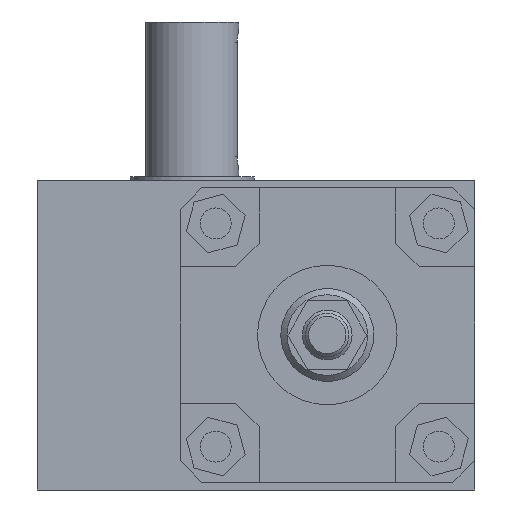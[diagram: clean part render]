
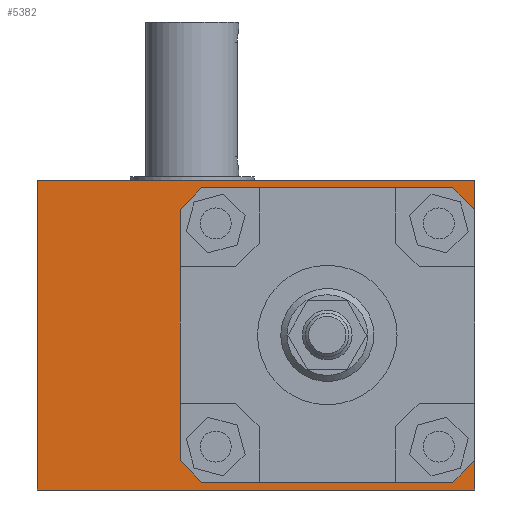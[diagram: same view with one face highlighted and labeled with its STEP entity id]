
A CAD part, left-side view. The second image highlights one B-rep face of the part: STEP entity #5382.
In plain terms, the highlighted planar face has unit normal (-1, 0, 0).
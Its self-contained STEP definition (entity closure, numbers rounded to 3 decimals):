
#51=FACE_BOUND('',#1054,.T.);
#264=PLANE('',#5826);
#740=FACE_OUTER_BOUND('',#1053,.T.);
#1053=EDGE_LOOP('',(#4984,#4985,#4986,#4987));
#1054=EDGE_LOOP('',(#4988,#4989,#4990,#4991,#4992,#4993,#4994,#4995,#4996,
#4997,#4998,#4999,#5000,#5001,#5002,#5003,#5004,#5005,#5006,#5007,#5008,
#5009,#5010,#5011,#5012,#5013,#5014,#5015));
#1238=LINE('',#7882,#1819);
#1241=LINE('',#7888,#1822);
#1244=LINE('',#7894,#1825);
#1247=LINE('',#7900,#1828);
#1250=LINE('',#7906,#1831);
#1253=LINE('',#7912,#1834);
#1256=LINE('',#7918,#1837);
#1260=LINE('',#7927,#1841);
#1263=LINE('',#7933,#1844);
#1266=LINE('',#7939,#1847);
#1269=LINE('',#7945,#1850);
#1272=LINE('',#7951,#1853);
#1275=LINE('',#7955,#1856);
#1278=LINE('',#7961,#1859);
#1281=LINE('',#7969,#1862);
#1284=LINE('',#7975,#1865);
#1287=LINE('',#7981,#1868);
#1290=LINE('',#7987,#1871);
#1293=LINE('',#7993,#1874);
#1296=LINE('',#7997,#1877);
#1299=LINE('',#8003,#1880);
#1302=LINE('',#8011,#1883);
#1305=LINE('',#8017,#1886);
#1308=LINE('',#8023,#1889);
#1311=LINE('',#8029,#1892);
#1314=LINE('',#8035,#1895);
#1317=LINE('',#8039,#1898);
#1319=LINE('',#8042,#1900);
#1640=LINE('',#8790,#2221);
#1642=LINE('',#8795,#2223);
#1643=LINE('',#8796,#2224);
#1644=LINE('',#8797,#2225);
#1819=VECTOR('',#6414,10.);
#1822=VECTOR('',#6419,10.);
#1825=VECTOR('',#6424,10.);
#1828=VECTOR('',#6429,10.);
#1831=VECTOR('',#6434,10.);
#1834=VECTOR('',#6439,10.);
#1837=VECTOR('',#6444,10.);
#1841=VECTOR('',#6450,10.);
#1844=VECTOR('',#6455,10.);
#1847=VECTOR('',#6460,10.);
#1850=VECTOR('',#6465,10.);
#1853=VECTOR('',#6470,10.);
#1856=VECTOR('',#6475,10.);
#1859=VECTOR('',#6480,10.);
#1862=VECTOR('',#6485,10.);
#1865=VECTOR('',#6490,10.);
#1868=VECTOR('',#6495,10.);
#1871=VECTOR('',#6500,10.);
#1874=VECTOR('',#6505,10.);
#1877=VECTOR('',#6510,10.);
#1880=VECTOR('',#6515,10.);
#1883=VECTOR('',#6520,10.);
#1886=VECTOR('',#6525,10.);
#1889=VECTOR('',#6530,10.);
#1892=VECTOR('',#6535,10.);
#1895=VECTOR('',#6540,10.);
#1898=VECTOR('',#6545,10.);
#1900=VECTOR('',#6549,10.);
#2221=VECTOR('',#7242,10.);
#2223=VECTOR('',#7246,10.);
#2224=VECTOR('',#7247,10.);
#2225=VECTOR('',#7248,10.);
#2585=VERTEX_POINT('',#7879);
#2586=VERTEX_POINT('',#7881);
#2588=VERTEX_POINT('',#7887);
#2590=VERTEX_POINT('',#7893);
#2592=VERTEX_POINT('',#7899);
#2594=VERTEX_POINT('',#7905);
#2596=VERTEX_POINT('',#7911);
#2598=VERTEX_POINT('',#7917);
#2601=VERTEX_POINT('',#7924);
#2602=VERTEX_POINT('',#7926);
#2604=VERTEX_POINT('',#7932);
#2606=VERTEX_POINT('',#7938);
#2608=VERTEX_POINT('',#7944);
#2610=VERTEX_POINT('',#7950);
#2612=VERTEX_POINT('',#7959);
#2615=VERTEX_POINT('',#7966);
#2616=VERTEX_POINT('',#7968);
#2618=VERTEX_POINT('',#7974);
#2620=VERTEX_POINT('',#7980);
#2622=VERTEX_POINT('',#7986);
#2624=VERTEX_POINT('',#7992);
#2626=VERTEX_POINT('',#8001);
#2629=VERTEX_POINT('',#8008);
#2630=VERTEX_POINT('',#8010);
#2632=VERTEX_POINT('',#8016);
#2634=VERTEX_POINT('',#8022);
#2636=VERTEX_POINT('',#8028);
#2638=VERTEX_POINT('',#8034);
#2878=VERTEX_POINT('',#8787);
#2879=VERTEX_POINT('',#8789);
#2880=VERTEX_POINT('',#8793);
#2881=VERTEX_POINT('',#8794);
#3162=EDGE_CURVE('',#2586,#2585,#1238,.T.);
#3165=EDGE_CURVE('',#2588,#2586,#1241,.T.);
#3168=EDGE_CURVE('',#2590,#2588,#1244,.T.);
#3171=EDGE_CURVE('',#2592,#2590,#1247,.T.);
#3174=EDGE_CURVE('',#2594,#2592,#1250,.T.);
#3177=EDGE_CURVE('',#2596,#2594,#1253,.T.);
#3180=EDGE_CURVE('',#2598,#2596,#1256,.T.);
#3184=EDGE_CURVE('',#2602,#2601,#1260,.T.);
#3187=EDGE_CURVE('',#2604,#2602,#1263,.T.);
#3190=EDGE_CURVE('',#2606,#2604,#1266,.T.);
#3193=EDGE_CURVE('',#2608,#2606,#1269,.T.);
#3196=EDGE_CURVE('',#2610,#2608,#1272,.T.);
#3199=EDGE_CURVE('',#2585,#2610,#1275,.T.);
#3202=EDGE_CURVE('',#2601,#2612,#1278,.T.);
#3205=EDGE_CURVE('',#2616,#2615,#1281,.T.);
#3208=EDGE_CURVE('',#2618,#2616,#1284,.T.);
#3211=EDGE_CURVE('',#2620,#2618,#1287,.T.);
#3214=EDGE_CURVE('',#2622,#2620,#1290,.T.);
#3217=EDGE_CURVE('',#2624,#2622,#1293,.T.);
#3220=EDGE_CURVE('',#2612,#2624,#1296,.T.);
#3223=EDGE_CURVE('',#2615,#2626,#1299,.T.);
#3226=EDGE_CURVE('',#2630,#2629,#1302,.T.);
#3229=EDGE_CURVE('',#2632,#2630,#1305,.T.);
#3232=EDGE_CURVE('',#2634,#2632,#1308,.T.);
#3235=EDGE_CURVE('',#2636,#2634,#1311,.T.);
#3238=EDGE_CURVE('',#2638,#2636,#1314,.T.);
#3241=EDGE_CURVE('',#2626,#2638,#1317,.T.);
#3243=EDGE_CURVE('',#2629,#2598,#1319,.T.);
#3605=EDGE_CURVE('',#2879,#2878,#1640,.T.);
#3607=EDGE_CURVE('',#2880,#2881,#1642,.T.);
#3608=EDGE_CURVE('',#2879,#2881,#1643,.T.);
#3609=EDGE_CURVE('',#2880,#2878,#1644,.T.);
#4984=ORIENTED_EDGE('',*,*,#3607,.T.);
#4985=ORIENTED_EDGE('',*,*,#3608,.F.);
#4986=ORIENTED_EDGE('',*,*,#3605,.T.);
#4987=ORIENTED_EDGE('',*,*,#3609,.F.);
#4988=ORIENTED_EDGE('',*,*,#3226,.T.);
#4989=ORIENTED_EDGE('',*,*,#3243,.T.);
#4990=ORIENTED_EDGE('',*,*,#3180,.T.);
#4991=ORIENTED_EDGE('',*,*,#3177,.T.);
#4992=ORIENTED_EDGE('',*,*,#3174,.T.);
#4993=ORIENTED_EDGE('',*,*,#3171,.T.);
#4994=ORIENTED_EDGE('',*,*,#3168,.T.);
#4995=ORIENTED_EDGE('',*,*,#3165,.T.);
#4996=ORIENTED_EDGE('',*,*,#3162,.T.);
#4997=ORIENTED_EDGE('',*,*,#3199,.T.);
#4998=ORIENTED_EDGE('',*,*,#3196,.T.);
#4999=ORIENTED_EDGE('',*,*,#3193,.T.);
#5000=ORIENTED_EDGE('',*,*,#3190,.T.);
#5001=ORIENTED_EDGE('',*,*,#3187,.T.);
#5002=ORIENTED_EDGE('',*,*,#3184,.T.);
#5003=ORIENTED_EDGE('',*,*,#3202,.T.);
#5004=ORIENTED_EDGE('',*,*,#3220,.T.);
#5005=ORIENTED_EDGE('',*,*,#3217,.T.);
#5006=ORIENTED_EDGE('',*,*,#3214,.T.);
#5007=ORIENTED_EDGE('',*,*,#3211,.T.);
#5008=ORIENTED_EDGE('',*,*,#3208,.T.);
#5009=ORIENTED_EDGE('',*,*,#3205,.T.);
#5010=ORIENTED_EDGE('',*,*,#3223,.T.);
#5011=ORIENTED_EDGE('',*,*,#3241,.T.);
#5012=ORIENTED_EDGE('',*,*,#3238,.T.);
#5013=ORIENTED_EDGE('',*,*,#3235,.T.);
#5014=ORIENTED_EDGE('',*,*,#3232,.T.);
#5015=ORIENTED_EDGE('',*,*,#3229,.T.);
#5382=ADVANCED_FACE('',(#740,#51),#264,.T.);
#5826=AXIS2_PLACEMENT_3D('',#8792,#7244,#7245);
#6414=DIRECTION('',(0.,-0.966,0.259));
#6419=DIRECTION('',(0.,-0.707,-0.707));
#6424=DIRECTION('',(0.,-1.,0.));
#6429=DIRECTION('',(0.,-0.707,0.707));
#6434=DIRECTION('',(0.,0.,1.));
#6439=DIRECTION('',(0.,0.707,0.707));
#6444=DIRECTION('',(0.,-0.259,0.966));
#6450=DIRECTION('',(0.,0.707,-0.707));
#6455=DIRECTION('',(0.,0.,-1.));
#6460=DIRECTION('',(0.,-0.707,-0.707));
#6465=DIRECTION('',(0.,-1.,0.));
#6470=DIRECTION('',(0.,-0.707,0.707));
#6475=DIRECTION('',(0.,-0.966,-0.259));
#6480=DIRECTION('',(0.,-0.259,-0.966));
#6485=DIRECTION('',(0.,0.707,0.707));
#6490=DIRECTION('',(0.,1.,0.));
#6495=DIRECTION('',(0.,0.707,-0.707));
#6500=DIRECTION('',(0.,0.,-1.));
#6505=DIRECTION('',(0.,-0.707,-0.707));
#6510=DIRECTION('',(0.,0.259,-0.966));
#6515=DIRECTION('',(0.,0.966,-0.259));
#6520=DIRECTION('',(0.,-0.707,0.707));
#6525=DIRECTION('',(0.,0.,1.));
#6530=DIRECTION('',(0.,0.707,0.707));
#6535=DIRECTION('',(0.,1.,0.));
#6540=DIRECTION('',(0.,0.707,-0.707));
#6545=DIRECTION('',(0.,0.966,0.259));
#6549=DIRECTION('',(0.,0.259,0.966));
#7242=DIRECTION('',(0.,-1.,0.));
#7244=DIRECTION('center_axis',(-1.,0.,0.));
#7245=DIRECTION('ref_axis',(0.,0.,1.));
#7246=DIRECTION('',(0.,1.,0.));
#7247=DIRECTION('',(0.,0.,1.));
#7248=DIRECTION('',(0.,0.,-1.));
#7879=CARTESIAN_POINT('',(-50.,0.,44.517));
#7881=CARTESIAN_POINT('',(-50.,25.071,37.799));
#7882=CARTESIAN_POINT('',(-50.,-16.594,48.963));
#7887=CARTESIAN_POINT('',(-50.,32.472,45.2));
#7888=CARTESIAN_POINT('',(-50.,-2.521,10.207));
#7893=CARTESIAN_POINT('',(-50.,39.2,45.2));
#7894=CARTESIAN_POINT('',(-50.,-7.514,45.2));
#7899=CARTESIAN_POINT('',(-50.,45.2,39.2));
#7900=CARTESIAN_POINT('',(-50.,28.825,55.575));
#7905=CARTESIAN_POINT('',(-50.,45.2,32.472));
#7906=CARTESIAN_POINT('',(-50.,45.2,19.6));
#7911=CARTESIAN_POINT('',(-50.,37.799,25.071));
#7912=CARTESIAN_POINT('',(-50.,13.907,1.179));
#7917=CARTESIAN_POINT('',(-50.,44.517,0.));
#7918=CARTESIAN_POINT('',(-50.,38.076,24.038));
#7924=CARTESIAN_POINT('',(-50.,-37.799,25.071));
#7926=CARTESIAN_POINT('',(-50.,-45.2,32.472));
#7927=CARTESIAN_POINT('',(-50.,-33.957,21.229));
#7932=CARTESIAN_POINT('',(-50.,-45.2,39.2));
#7933=CARTESIAN_POINT('',(-50.,-45.2,16.236));
#7938=CARTESIAN_POINT('',(-50.,-39.2,45.2));
#7939=CARTESIAN_POINT('',(-50.,-55.575,28.825));
#7944=CARTESIAN_POINT('',(-50.,-32.472,45.2));
#7945=CARTESIAN_POINT('',(-50.,-43.35,45.2));
#7950=CARTESIAN_POINT('',(-50.,-25.071,37.799));
#7951=CARTESIAN_POINT('',(-50.,-24.929,37.657));
#7955=CARTESIAN_POINT('',(-50.,-40.259,33.729));
#7959=CARTESIAN_POINT('',(-50.,-44.517,0.));
#7961=CARTESIAN_POINT('',(-50.,-44.617,-0.373));
#7966=CARTESIAN_POINT('',(-50.,-25.071,-37.799));
#7968=CARTESIAN_POINT('',(-50.,-32.472,-45.2));
#7969=CARTESIAN_POINT('',(-50.,-21.229,-33.957));
#7974=CARTESIAN_POINT('',(-50.,-39.2,-45.2));
#7975=CARTESIAN_POINT('',(-50.,-39.986,-45.2));
#7980=CARTESIAN_POINT('',(-50.,-45.2,-39.2));
#7981=CARTESIAN_POINT('',(-50.,-52.575,-31.825));
#7986=CARTESIAN_POINT('',(-50.,-45.2,-32.472));
#7987=CARTESIAN_POINT('',(-50.,-45.2,-19.6));
#7992=CARTESIAN_POINT('',(-50.,-37.799,-25.071));
#7993=CARTESIAN_POINT('',(-50.,-37.657,-24.929));
#7997=CARTESIAN_POINT('',(-50.,-41.258,-12.163));
#8001=CARTESIAN_POINT('',(-50.,0.,-44.517));
#8003=CARTESIAN_POINT('',(-50.,-27.724,-37.088));
#8008=CARTESIAN_POINT('',(-50.,37.799,-25.071));
#8010=CARTESIAN_POINT('',(-50.,45.2,-32.472));
#8011=CARTESIAN_POINT('',(-50.,10.207,2.521));
#8016=CARTESIAN_POINT('',(-50.,45.2,-39.2));
#8017=CARTESIAN_POINT('',(-50.,45.2,-16.236));
#8022=CARTESIAN_POINT('',(-50.,39.2,-45.2));
#8023=CARTESIAN_POINT('',(-50.,31.825,-52.575));
#8028=CARTESIAN_POINT('',(-50.,32.472,-45.2));
#8029=CARTESIAN_POINT('',(-50.,-4.15,-45.2));
#8034=CARTESIAN_POINT('',(-50.,25.071,-37.799));
#8035=CARTESIAN_POINT('',(-50.,1.179,-13.907));
#8039=CARTESIAN_POINT('',(-50.,-4.059,-45.604));
#8042=CARTESIAN_POINT('',(-50.,41.435,-11.502));
#8787=CARTESIAN_POINT('',(-50.,-47.5,-50.));
#8789=CARTESIAN_POINT('',(-50.,93.5,-50.));
#8790=CARTESIAN_POINT('',(-50.,93.5,-50.));
#8792=CARTESIAN_POINT('Origin',(-50.,-47.5,0.));
#8793=CARTESIAN_POINT('',(-50.,-47.5,50.));
#8794=CARTESIAN_POINT('',(-50.,93.5,50.));
#8795=CARTESIAN_POINT('',(-50.,93.5,50.));
#8796=CARTESIAN_POINT('',(-50.,93.5,0.));
#8797=CARTESIAN_POINT('',(-50.,-47.5,0.));
